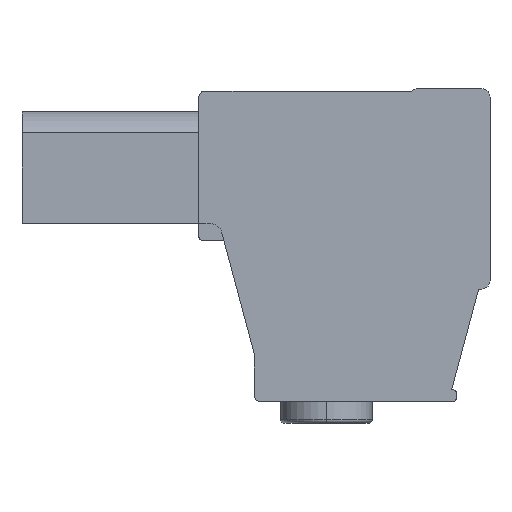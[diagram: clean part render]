
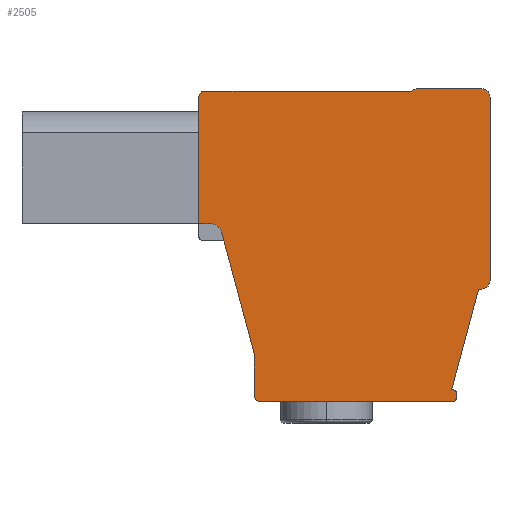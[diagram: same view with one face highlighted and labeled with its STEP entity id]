
A CAD part, front view. The second image highlights one B-rep face of the part: STEP entity #2505.
In plain terms, the highlighted planar face has unit normal (0, -1, 0).
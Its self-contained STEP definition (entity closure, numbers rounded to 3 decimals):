
#93=DIRECTION('',(0.,0.,1.));
#94=VECTOR('',#93,15.25);
#95=CARTESIAN_POINT('',(24.2,-20.16,-9.45));
#96=LINE('',#95,#94);
#137=CARTESIAN_POINT('',(23.5,-20.16,-9.45));
#138=DIRECTION('',(0.,1.,0.));
#139=DIRECTION('',(1.,0.,0.));
#140=AXIS2_PLACEMENT_3D('',#137,#138,#139);
#142=DIRECTION('',(-1.,0.,0.));
#143=VECTOR('',#142,0.25);
#144=CARTESIAN_POINT('',(23.5,-20.16,-10.15));
#145=LINE('',#144,#143);
#146=DIRECTION('',(-0.259,0.,-0.966));
#147=VECTOR('',#146,8.645);
#148=CARTESIAN_POINT('',(23.25,-20.16,-10.15));
#149=LINE('',#148,#147);
#150=DIRECTION('',(1.,0.,0.));
#151=VECTOR('',#150,0.087);
#152=CARTESIAN_POINT('',(21.013,-20.16,-18.5));
#153=LINE('',#152,#151);
#154=CARTESIAN_POINT('',(21.1,-20.16,-18.8));
#155=DIRECTION('',(0.,1.,0.));
#156=DIRECTION('',(0.,0.,1.));
#157=AXIS2_PLACEMENT_3D('',#154,#155,#156);
#159=DIRECTION('',(0.,0.,-1.));
#160=VECTOR('',#159,0.4);
#161=CARTESIAN_POINT('',(21.4,-20.16,-18.8));
#162=LINE('',#161,#160);
#163=CARTESIAN_POINT('',(21.1,-20.16,-19.2));
#164=DIRECTION('',(0.,1.,0.));
#165=DIRECTION('',(1.,0.,0.));
#166=AXIS2_PLACEMENT_3D('',#163,#164,#165);
#168=DIRECTION('',(-1.,0.,0.));
#169=VECTOR('',#168,16.);
#170=CARTESIAN_POINT('',(21.1,-20.16,-19.5));
#171=LINE('',#170,#169);
#172=CARTESIAN_POINT('',(5.1,-20.16,-19.));
#173=DIRECTION('',(0.,1.,0.));
#174=DIRECTION('',(0.,0.,-1.));
#175=AXIS2_PLACEMENT_3D('',#172,#173,#174);
#177=DIRECTION('',(0.,0.,1.));
#178=VECTOR('',#177,3.478);
#179=CARTESIAN_POINT('',(4.6,-20.16,-19.));
#180=LINE('',#179,#178);
#181=DIRECTION('',(-0.259,0.,0.966));
#182=VECTOR('',#181,10.436);
#183=CARTESIAN_POINT('',(4.6,-20.16,-15.522));
#184=LINE('',#183,#182);
#185=CARTESIAN_POINT('',(0.933,-20.16,-5.7));
#186=DIRECTION('',(0.,-1.,0.));
#187=DIRECTION('',(0.966,0.,0.259));
#188=AXIS2_PLACEMENT_3D('',#185,#186,#187);
#190=DIRECTION('',(-1.,0.,0.));
#191=VECTOR('',#190,0.933);
#192=CARTESIAN_POINT('',(0.933,-20.16,-4.7));
#193=LINE('',#192,#191);
#194=CARTESIAN_POINT('',(0.5,-20.16,5.8));
#195=DIRECTION('',(0.,1.,0.));
#196=DIRECTION('',(-1.,0.,0.));
#197=AXIS2_PLACEMENT_3D('',#194,#195,#196);
#199=DIRECTION('',(1.,0.,0.));
#200=VECTOR('',#199,17.204);
#201=CARTESIAN_POINT('',(0.5,-20.16,6.3));
#202=LINE('',#201,#200);
#203=DIRECTION('',(0.866,0.,0.5));
#204=VECTOR('',#203,0.4);
#205=CARTESIAN_POINT('',(17.704,-20.16,6.3));
#206=LINE('',#205,#204);
#207=DIRECTION('',(1.,0.,0.));
#208=VECTOR('',#207,5.45);
#209=CARTESIAN_POINT('',(18.05,-20.16,6.5));
#210=LINE('',#209,#208);
#211=CARTESIAN_POINT('',(23.5,-20.16,5.8));
#212=DIRECTION('',(0.,1.,0.));
#213=DIRECTION('',(0.,0.,1.));
#214=AXIS2_PLACEMENT_3D('',#211,#212,#213);
#375=DIRECTION('',(0.,0.,-1.));
#376=VECTOR('',#375,10.5);
#377=CARTESIAN_POINT('',(0.,-20.16,5.8));
#378=LINE('',#377,#376);
#1898=CARTESIAN_POINT('',(24.2,-20.16,-9.45));
#1899=CARTESIAN_POINT('',(23.5,-20.16,-10.15));
#1900=VERTEX_POINT('',#1898);
#1901=VERTEX_POINT('',#1899);
#1902=CARTESIAN_POINT('',(23.25,-20.16,-10.15));
#1903=VERTEX_POINT('',#1902);
#1904=CARTESIAN_POINT('',(21.013,-20.16,-18.5));
#1905=VERTEX_POINT('',#1904);
#1906=CARTESIAN_POINT('',(21.1,-20.16,-18.5));
#1907=VERTEX_POINT('',#1906);
#1908=CARTESIAN_POINT('',(21.4,-20.16,-18.8));
#1909=VERTEX_POINT('',#1908);
#1910=CARTESIAN_POINT('',(21.4,-20.16,-19.2));
#1911=VERTEX_POINT('',#1910);
#1912=CARTESIAN_POINT('',(21.1,-20.16,-19.5));
#1913=VERTEX_POINT('',#1912);
#1914=CARTESIAN_POINT('',(5.1,-20.16,-19.5));
#1915=VERTEX_POINT('',#1914);
#1916=CARTESIAN_POINT('',(4.6,-20.16,-19.));
#1917=VERTEX_POINT('',#1916);
#1918=CARTESIAN_POINT('',(4.6,-20.16,-15.522));
#1919=VERTEX_POINT('',#1918);
#1920=CARTESIAN_POINT('',(1.899,-20.16,-5.441));
#1921=VERTEX_POINT('',#1920);
#1922=CARTESIAN_POINT('',(0.933,-20.16,-4.7));
#1923=VERTEX_POINT('',#1922);
#1924=CARTESIAN_POINT('',(0.,-20.16,5.8));
#1925=CARTESIAN_POINT('',(0.5,-20.16,6.3));
#1926=VERTEX_POINT('',#1924);
#1927=VERTEX_POINT('',#1925);
#1928=CARTESIAN_POINT('',(17.704,-20.16,6.3));
#1929=VERTEX_POINT('',#1928);
#1930=CARTESIAN_POINT('',(18.05,-20.16,6.5));
#1931=VERTEX_POINT('',#1930);
#1932=CARTESIAN_POINT('',(23.5,-20.16,6.5));
#1933=VERTEX_POINT('',#1932);
#1934=CARTESIAN_POINT('',(24.2,-20.16,5.8));
#1935=VERTEX_POINT('',#1934);
#1946=CARTESIAN_POINT('',(0.,-20.16,-4.7));
#1947=VERTEX_POINT('',#1946);
#2459=CARTESIAN_POINT('',(0.,-20.16,0.));
#2460=DIRECTION('',(0.,1.,0.));
#2461=DIRECTION('',(1.,0.,0.));
#2462=AXIS2_PLACEMENT_3D('',#2459,#2460,#2461);
#2463=PLANE('',#2462);
#2464=ORIENTED_EDGE('',*,*,#2429,.F.);
#2466=ORIENTED_EDGE('',*,*,#2465,.T.);
#2468=ORIENTED_EDGE('',*,*,#2467,.T.);
#2470=ORIENTED_EDGE('',*,*,#2469,.T.);
#2472=ORIENTED_EDGE('',*,*,#2471,.T.);
#2474=ORIENTED_EDGE('',*,*,#2473,.T.);
#2476=ORIENTED_EDGE('',*,*,#2475,.T.);
#2478=ORIENTED_EDGE('',*,*,#2477,.T.);
#2480=ORIENTED_EDGE('',*,*,#2479,.T.);
#2482=ORIENTED_EDGE('',*,*,#2481,.T.);
#2484=ORIENTED_EDGE('',*,*,#2483,.T.);
#2486=ORIENTED_EDGE('',*,*,#2485,.T.);
#2488=ORIENTED_EDGE('',*,*,#2487,.T.);
#2490=ORIENTED_EDGE('',*,*,#2489,.T.);
#2492=ORIENTED_EDGE('',*,*,#2491,.F.);
#2494=ORIENTED_EDGE('',*,*,#2493,.T.);
#2496=ORIENTED_EDGE('',*,*,#2495,.T.);
#2498=ORIENTED_EDGE('',*,*,#2497,.T.);
#2500=ORIENTED_EDGE('',*,*,#2499,.T.);
#2502=ORIENTED_EDGE('',*,*,#2501,.T.);
#2503=EDGE_LOOP('',(#2464,#2466,#2468,#2470,#2472,#2474,#2476,#2478,#2480,#2482,
#2484,#2486,#2488,#2490,#2492,#2494,#2496,#2498,#2500,#2502));
#2504=FACE_OUTER_BOUND('',#2503,.F.);
#141=CIRCLE('',#140,0.7);
#158=CIRCLE('',#157,0.3);
#167=CIRCLE('',#166,0.3);
#176=CIRCLE('',#175,0.5);
#189=CIRCLE('',#188,1.);
#198=CIRCLE('',#197,0.5);
#215=CIRCLE('',#214,0.7);
#2429=EDGE_CURVE('',#1900,#1935,#96,.T.);
#2465=EDGE_CURVE('',#1900,#1901,#141,.T.);
#2467=EDGE_CURVE('',#1901,#1903,#145,.T.);
#2469=EDGE_CURVE('',#1903,#1905,#149,.T.);
#2471=EDGE_CURVE('',#1905,#1907,#153,.T.);
#2473=EDGE_CURVE('',#1907,#1909,#158,.T.);
#2475=EDGE_CURVE('',#1909,#1911,#162,.T.);
#2477=EDGE_CURVE('',#1911,#1913,#167,.T.);
#2479=EDGE_CURVE('',#1913,#1915,#171,.T.);
#2481=EDGE_CURVE('',#1915,#1917,#176,.T.);
#2483=EDGE_CURVE('',#1917,#1919,#180,.T.);
#2485=EDGE_CURVE('',#1919,#1921,#184,.T.);
#2487=EDGE_CURVE('',#1921,#1923,#189,.T.);
#2489=EDGE_CURVE('',#1923,#1947,#193,.T.);
#2491=EDGE_CURVE('',#1926,#1947,#378,.T.);
#2493=EDGE_CURVE('',#1926,#1927,#198,.T.);
#2495=EDGE_CURVE('',#1927,#1929,#202,.T.);
#2497=EDGE_CURVE('',#1929,#1931,#206,.T.);
#2499=EDGE_CURVE('',#1931,#1933,#210,.T.);
#2501=EDGE_CURVE('',#1933,#1935,#215,.T.);
#2505=ADVANCED_FACE('',(#2504),#2463,.F.);
